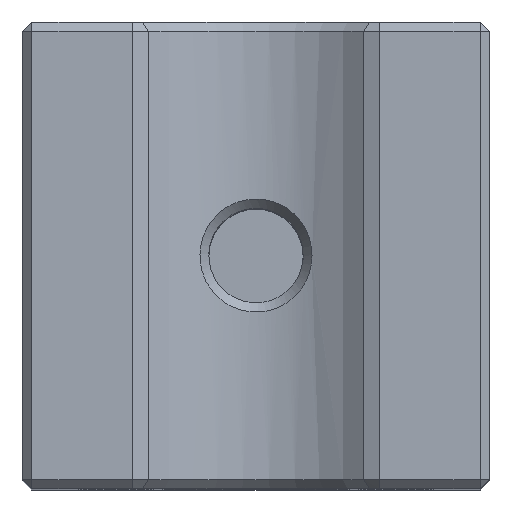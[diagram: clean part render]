
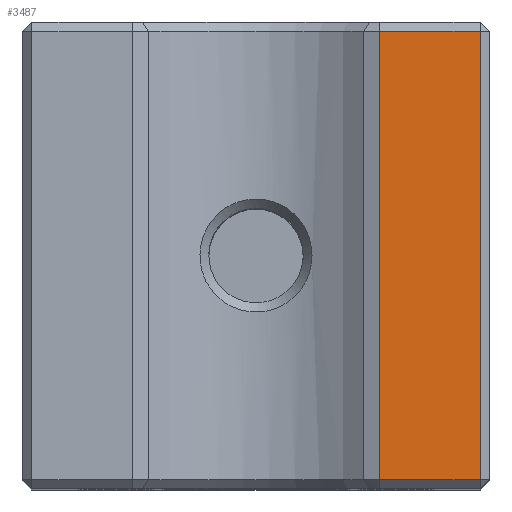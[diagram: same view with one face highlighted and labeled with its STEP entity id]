
A CAD part, top view. The second image highlights one B-rep face of the part: STEP entity #3487.
In plain terms, the highlighted planar face has unit normal (0, 0, 1).
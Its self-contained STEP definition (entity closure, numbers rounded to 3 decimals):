
#1312 = PLANE('',#1313);
#1313 = AXIS2_PLACEMENT_3D('',#1314,#1315,#1316);
#1314 = CARTESIAN_POINT('',(12.247,24.5,69.5));
#1315 = DIRECTION('',(0.,0.707,0.707));
#1316 = DIRECTION('',(-1.,0.,0.));
#1754 = VERTEX_POINT('',#1755);
#1755 = CARTESIAN_POINT('',(13.247,24.,70.));
#1775 = VERTEX_POINT('',#1776);
#1776 = CARTESIAN_POINT('',(24.,24.,70.));
#1797 = EDGE_CURVE('',#1754,#1775,#1798,.T.);
#1798 = SURFACE_CURVE('',#1799,(#1803,#1810),.PCURVE_S1.);
#1799 = LINE('',#1800,#1801);
#1800 = CARTESIAN_POINT('',(12.247,24.,70.));
#1801 = VECTOR('',#1802,1.);
#1802 = DIRECTION('',(1.,0.,0.));
#1803 = PCURVE('',#1312,#1804);
#1804 = DEFINITIONAL_REPRESENTATION('',(#1805),#1809);
#1805 = LINE('',#1806,#1807);
#1806 = CARTESIAN_POINT('',(0.,0.707));
#1807 = VECTOR('',#1808,1.);
#1808 = DIRECTION('',(-1.,0.));
#1809 = ( GEOMETRIC_REPRESENTATION_CONTEXT(2) 
PARAMETRIC_REPRESENTATION_CONTEXT() REPRESENTATION_CONTEXT('2D SPACE',''
  ) );
#1810 = PCURVE('',#1811,#1816);
#1811 = PLANE('',#1812);
#1812 = AXIS2_PLACEMENT_3D('',#1813,#1814,#1815);
#1813 = CARTESIAN_POINT('',(-25.,25.,70.));
#1814 = DIRECTION('',(0.,0.,1.));
#1815 = DIRECTION('',(1.,0.,0.));
#1816 = DEFINITIONAL_REPRESENTATION('',(#1817),#1821);
#1817 = LINE('',#1818,#1819);
#1818 = CARTESIAN_POINT('',(37.247,-1.));
#1819 = VECTOR('',#1820,1.);
#1820 = DIRECTION('',(1.,0.));
#1821 = ( GEOMETRIC_REPRESENTATION_CONTEXT(2) 
PARAMETRIC_REPRESENTATION_CONTEXT() REPRESENTATION_CONTEXT('2D SPACE',''
  ) );
#1942 = PLANE('',#1943);
#1943 = AXIS2_PLACEMENT_3D('',#1944,#1945,#1946);
#1944 = CARTESIAN_POINT('',(13.247,25.,70.));
#1945 = DIRECTION('',(0.365,0.,
    -0.931));
#1946 = DIRECTION('',(0.,-1.,0.));
#2962 = PLANE('',#2963);
#2963 = AXIS2_PLACEMENT_3D('',#2964,#2965,#2966);
#2964 = CARTESIAN_POINT('',(24.5,25.,69.5));
#2965 = DIRECTION('',(0.707,0.,0.707));
#2966 = DIRECTION('',(0.,1.,0.));
#3487 = ADVANCED_FACE('',(#3488),#1811,.T.);
#3488 = FACE_BOUND('',#3489,.T.);
#3489 = EDGE_LOOP('',(#3490,#3491,#3514,#3542));
#3490 = ORIENTED_EDGE('',*,*,#1797,.F.);
#3491 = ORIENTED_EDGE('',*,*,#3492,.T.);
#3492 = EDGE_CURVE('',#1754,#3493,#3495,.T.);
#3493 = VERTEX_POINT('',#3494);
#3494 = CARTESIAN_POINT('',(13.247,-24.,70.));
#3495 = SURFACE_CURVE('',#3496,(#3500,#3507),.PCURVE_S1.);
#3496 = LINE('',#3497,#3498);
#3497 = CARTESIAN_POINT('',(13.247,25.,70.));
#3498 = VECTOR('',#3499,1.);
#3499 = DIRECTION('',(0.,-1.,0.));
#3500 = PCURVE('',#1811,#3501);
#3501 = DEFINITIONAL_REPRESENTATION('',(#3502),#3506);
#3502 = LINE('',#3503,#3504);
#3503 = CARTESIAN_POINT('',(38.247,0.));
#3504 = VECTOR('',#3505,1.);
#3505 = DIRECTION('',(0.,-1.));
#3506 = ( GEOMETRIC_REPRESENTATION_CONTEXT(2) 
PARAMETRIC_REPRESENTATION_CONTEXT() REPRESENTATION_CONTEXT('2D SPACE',''
  ) );
#3507 = PCURVE('',#1942,#3508);
#3508 = DEFINITIONAL_REPRESENTATION('',(#3509),#3513);
#3509 = LINE('',#3510,#3511);
#3510 = CARTESIAN_POINT('',(0.,0.));
#3511 = VECTOR('',#3512,1.);
#3512 = DIRECTION('',(1.,0.));
#3513 = ( GEOMETRIC_REPRESENTATION_CONTEXT(2) 
PARAMETRIC_REPRESENTATION_CONTEXT() REPRESENTATION_CONTEXT('2D SPACE',''
  ) );
#3514 = ORIENTED_EDGE('',*,*,#3515,.F.);
#3515 = EDGE_CURVE('',#3516,#3493,#3518,.T.);
#3516 = VERTEX_POINT('',#3517);
#3517 = CARTESIAN_POINT('',(24.,-24.,70.));
#3518 = SURFACE_CURVE('',#3519,(#3523,#3530),.PCURVE_S1.);
#3519 = LINE('',#3520,#3521);
#3520 = CARTESIAN_POINT('',(25.,-24.,70.));
#3521 = VECTOR('',#3522,1.);
#3522 = DIRECTION('',(-1.,0.,0.));
#3523 = PCURVE('',#1811,#3524);
#3524 = DEFINITIONAL_REPRESENTATION('',(#3525),#3529);
#3525 = LINE('',#3526,#3527);
#3526 = CARTESIAN_POINT('',(50.,-49.));
#3527 = VECTOR('',#3528,1.);
#3528 = DIRECTION('',(-1.,0.));
#3529 = ( GEOMETRIC_REPRESENTATION_CONTEXT(2) 
PARAMETRIC_REPRESENTATION_CONTEXT() REPRESENTATION_CONTEXT('2D SPACE',''
  ) );
#3530 = PCURVE('',#3531,#3536);
#3531 = PLANE('',#3532);
#3532 = AXIS2_PLACEMENT_3D('',#3533,#3534,#3535);
#3533 = CARTESIAN_POINT('',(25.,-24.5,69.5));
#3534 = DIRECTION('',(0.,-0.707,0.707));
#3535 = DIRECTION('',(-1.,0.,0.));
#3536 = DEFINITIONAL_REPRESENTATION('',(#3537),#3541);
#3537 = LINE('',#3538,#3539);
#3538 = CARTESIAN_POINT('',(0.,-0.707));
#3539 = VECTOR('',#3540,1.);
#3540 = DIRECTION('',(1.,0.));
#3541 = ( GEOMETRIC_REPRESENTATION_CONTEXT(2) 
PARAMETRIC_REPRESENTATION_CONTEXT() REPRESENTATION_CONTEXT('2D SPACE',''
  ) );
#3542 = ORIENTED_EDGE('',*,*,#3543,.F.);
#3543 = EDGE_CURVE('',#1775,#3516,#3544,.T.);
#3544 = SURFACE_CURVE('',#3545,(#3549,#3556),.PCURVE_S1.);
#3545 = LINE('',#3546,#3547);
#3546 = CARTESIAN_POINT('',(24.,25.,70.));
#3547 = VECTOR('',#3548,1.);
#3548 = DIRECTION('',(0.,-1.,0.));
#3549 = PCURVE('',#1811,#3550);
#3550 = DEFINITIONAL_REPRESENTATION('',(#3551),#3555);
#3551 = LINE('',#3552,#3553);
#3552 = CARTESIAN_POINT('',(49.,0.));
#3553 = VECTOR('',#3554,1.);
#3554 = DIRECTION('',(0.,-1.));
#3555 = ( GEOMETRIC_REPRESENTATION_CONTEXT(2) 
PARAMETRIC_REPRESENTATION_CONTEXT() REPRESENTATION_CONTEXT('2D SPACE',''
  ) );
#3556 = PCURVE('',#2962,#3557);
#3557 = DEFINITIONAL_REPRESENTATION('',(#3558),#3562);
#3558 = LINE('',#3559,#3560);
#3559 = CARTESIAN_POINT('',(0.,0.707));
#3560 = VECTOR('',#3561,1.);
#3561 = DIRECTION('',(-1.,0.));
#3562 = ( GEOMETRIC_REPRESENTATION_CONTEXT(2) 
PARAMETRIC_REPRESENTATION_CONTEXT() REPRESENTATION_CONTEXT('2D SPACE',''
  ) );
